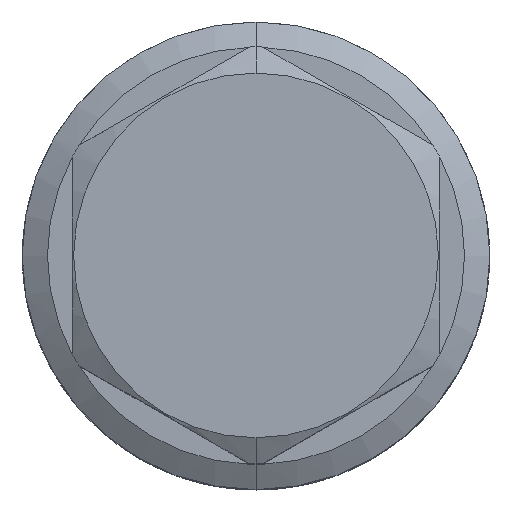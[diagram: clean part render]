
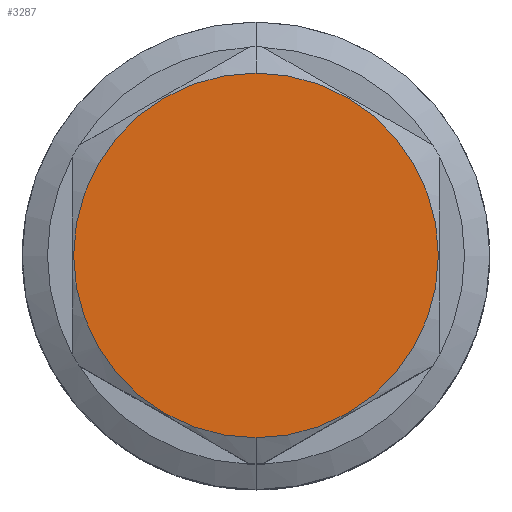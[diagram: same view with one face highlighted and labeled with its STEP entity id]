
A CAD part, top view. The second image highlights one B-rep face of the part: STEP entity #3287.
In plain terms, the highlighted planar face has unit normal (0, 0, 1).
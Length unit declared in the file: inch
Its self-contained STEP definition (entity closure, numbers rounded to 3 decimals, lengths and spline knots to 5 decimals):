
#983=CARTESIAN_POINT('',(0.,0.,4.281));
#984=DIRECTION('',(0.,0.,1.));
#985=DIRECTION('',(0.,-1.,0.));
#986=AXIS2_PLACEMENT_3D('',#983,#984,#985);
#988=CARTESIAN_POINT('',(0.,0.,4.281));
#989=DIRECTION('',(0.,0.,1.));
#990=DIRECTION('',(0.,1.,0.));
#991=AXIS2_PLACEMENT_3D('',#988,#989,#990);
#1663=CARTESIAN_POINT('',(0.,-0.62,4.281));
#1664=CARTESIAN_POINT('',(0.,0.62,4.281));
#1665=VERTEX_POINT('',#1663);
#1666=VERTEX_POINT('',#1664);
#3278=CARTESIAN_POINT('',(0.,0.,4.281));
#3279=DIRECTION('',(0.,0.,1.));
#3280=DIRECTION('',(0.,1.,0.));
#3281=AXIS2_PLACEMENT_3D('',#3278,#3279,#3280);
#3282=PLANE('',#3281);
#3283=ORIENTED_EDGE('',*,*,#3048,.F.);
#3284=ORIENTED_EDGE('',*,*,#3269,.F.);
#3285=EDGE_LOOP('',(#3283,#3284));
#3286=FACE_OUTER_BOUND('',#3285,.F.);
#3287=ADVANCED_FACE('',(#3286),#3282,.T.);
#987=CIRCLE('',#986,0.62);
#992=CIRCLE('',#991,0.62);
#3048=EDGE_CURVE('',#1665,#1666,#987,.T.);
#3269=EDGE_CURVE('',#1666,#1665,#992,.T.);
